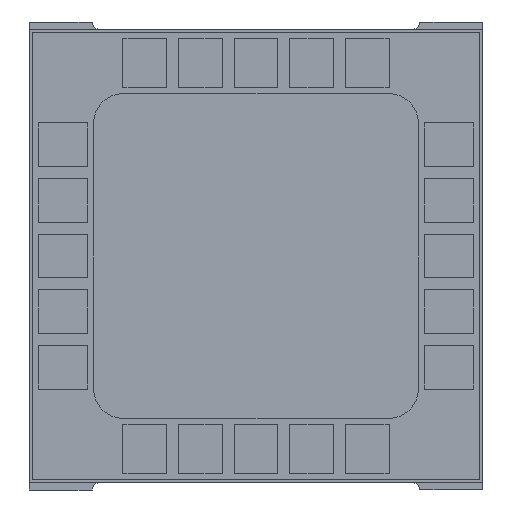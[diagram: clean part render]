
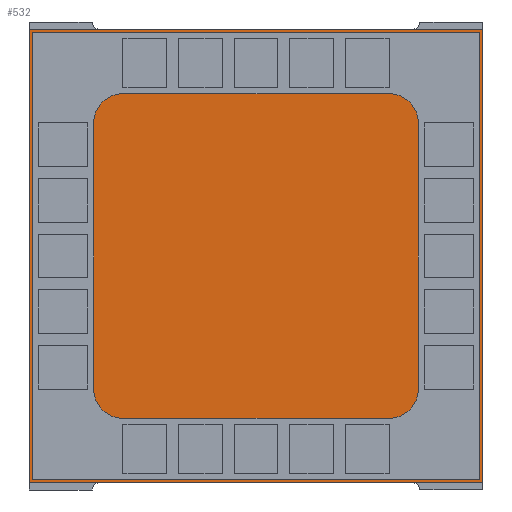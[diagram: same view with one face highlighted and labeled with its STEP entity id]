
A CAD part, front view. The second image highlights one B-rep face of the part: STEP entity #532.
In plain terms, the highlighted planar face has unit normal (0, -1, 0).
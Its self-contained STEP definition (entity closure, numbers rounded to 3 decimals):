
#131 = PLANE ( 'NONE',  #3146 ) ;
#135 = ORIENTED_EDGE ( 'NONE', *, *, #1331, .F. ) ;
#532 = ADVANCED_FACE ( 'NONE', ( #4176 ), #131, .F. ) ;
#1044 = CARTESIAN_POINT ( 'NONE',  ( -7.75, 1.15, -7.75 ) ) ;
#1331 = EDGE_CURVE ( 'NONE', #6004, #2129, #8493, .T. ) ;
#1604 = CARTESIAN_POINT ( 'NONE',  ( -7.75, 1.15, 7.75 ) ) ;
#2129 = VERTEX_POINT ( 'NONE', #6336 ) ;
#2179 = CARTESIAN_POINT ( 'NONE',  ( 0., 1.15, 0. ) ) ;
#2492 = VERTEX_POINT ( 'NONE', #1044 ) ;
#2536 = VERTEX_POINT ( 'NONE', #6511 ) ;
#2778 = CARTESIAN_POINT ( 'NONE',  ( 7.75, 1.15, -7.75 ) ) ;
#3126 = VECTOR ( 'NONE', #6257, 1000. ) ;
#3146 = AXIS2_PLACEMENT_3D ( 'NONE', #2179, #7636, #4404 ) ;
#3411 = EDGE_CURVE ( 'NONE', #2492, #2536, #4997, .T. ) ;
#3935 = DIRECTION ( 'NONE',  ( 0., 0., 1. ) ) ;
#4176 = FACE_OUTER_BOUND ( 'NONE', #8489, .T. ) ;
#4404 = DIRECTION ( 'NONE',  ( 0., 0., 1. ) ) ;
#4997 = LINE ( 'NONE', #1604, #5079 ) ;
#5079 = VECTOR ( 'NONE', #3935, 1000. ) ;
#5149 = CARTESIAN_POINT ( 'NONE',  ( 7.75, 1.15, 7.75 ) ) ;
#5686 = VECTOR ( 'NONE', #8414, 1000. ) ;
#5796 = DIRECTION ( 'NONE',  ( 0., 0., -1. ) ) ;
#6004 = VERTEX_POINT ( 'NONE', #6424 ) ;
#6190 = ORIENTED_EDGE ( 'NONE', *, *, #7526, .F. ) ;
#6257 = DIRECTION ( 'NONE',  ( -1., 0., 0. ) ) ;
#6336 = CARTESIAN_POINT ( 'NONE',  ( 7.75, 1.15, -7.75 ) ) ;
#6424 = CARTESIAN_POINT ( 'NONE',  ( 7.75, 1.15, 7.75 ) ) ;
#6504 = CARTESIAN_POINT ( 'NONE',  ( 7.75, 1.15, 7.75 ) ) ;
#6511 = CARTESIAN_POINT ( 'NONE',  ( -7.75, 1.15, 7.75 ) ) ;
#7298 = EDGE_CURVE ( 'NONE', #2536, #6004, #8758, .T. ) ;
#7526 = EDGE_CURVE ( 'NONE', #2129, #2492, #8771, .T. ) ;
#7636 = DIRECTION ( 'NONE',  ( 0., 1., 0. ) ) ;
#8407 = ORIENTED_EDGE ( 'NONE', *, *, #3411, .F. ) ;
#8414 = DIRECTION ( 'NONE',  ( 1., 0., 0. ) ) ;
#8441 = VECTOR ( 'NONE', #5796, 1000. ) ;
#8489 = EDGE_LOOP ( 'NONE', ( #8407, #6190, #135, #8581 ) ) ;
#8493 = LINE ( 'NONE', #5149, #8441 ) ;
#8581 = ORIENTED_EDGE ( 'NONE', *, *, #7298, .F. ) ;
#8758 = LINE ( 'NONE', #6504, #5686 ) ;
#8771 = LINE ( 'NONE', #2778, #3126 ) ;
